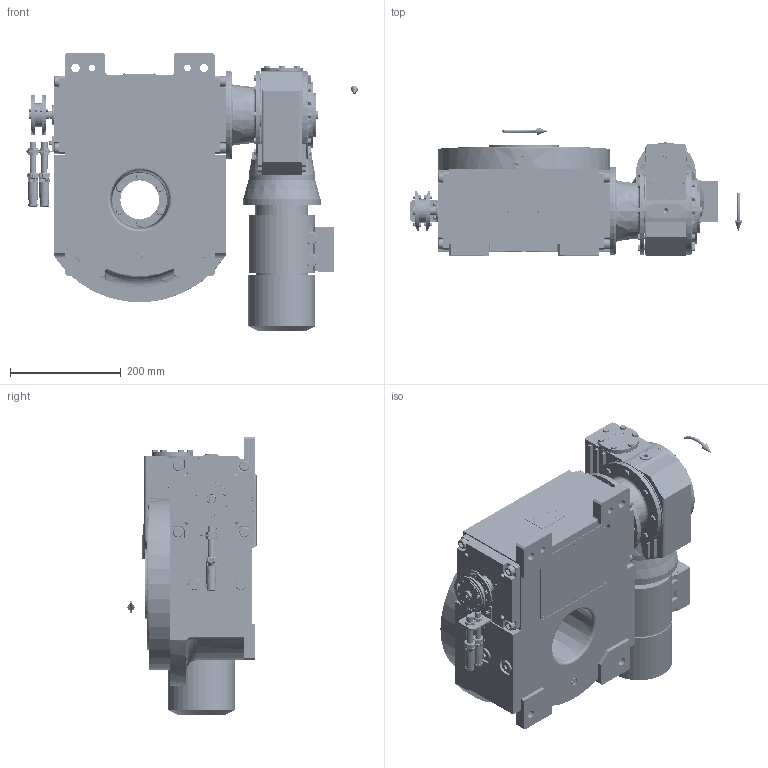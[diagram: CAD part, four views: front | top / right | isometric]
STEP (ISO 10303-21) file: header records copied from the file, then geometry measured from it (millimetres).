
FILE_DESCRIPTION (( 'STEP AP203' ), '1' );
FILE_NAME ('PC5201983.step', '2026-03-26T08:53:52', ( '' ), ( '' ), 'SwSTEP 2.0', 'SolidWorks 2020', '' );
FILE_SCHEMA (( 'CONFIG_CONTROL_DESIGN' ));
Length unit declared in the file: millimetre
Products named in the file (95): cfn2128_19_002; cfn2128_04_002; cfn2151_01_167; cfn2000_01_126; rig09_004; cfn2055_01_002; cfn2000_01_081; cfn2000_01_099; CFN2000_01_185.stp; cfn2115_01_006; cfn2115_02_194; cfn2003_01_054; RIG09_005_ASM.stp; CFN2155_01_195.stp; CFN2223_02_003.stp; CBF70_F3_LCB_DX_63B5; cfn2115_02_057; AS_rig09_004; 900_38_30_003; cfn2155_01_095; CFN2104_02_018.stp; cfn2000_01_184; cfn2205_01_015; cfn2107_01_001; CFN2010_02_002.stp; CFN2223_02_004.stp; cfn2151_01_115; AS_rig09_017; freccia_angolare_albero; cfn2155_01_196; RIG09_021_AF0.stp; cfn2400_04_024; PC5201983; rig09_017; 900_00_00_005; AS_rig09_002_bl; rig09_071_8_m.stp; cfn2070_05_009; cfn2276_01_056; cfn2151_01_170 ...
Assembly tree (87 placements, depth 5):
  cfn2151_01_167
  CFN2223_02_003.stp
  cfn2115_02_057
  cfn2205_01_015
  CFN2223_02_004.stp
Bounding box: 599.5 x 233 x 501.99 mm (x, y, z)
Volume: 11800096.9 mm3; surface area: 1790465.7 mm2
Topology: 75 solids, 87 shells, 5920 faces, 14960 edges, 9480 vertices
Faces by surface type: plane 2760, cylinder 1925, cone 1008, torus 221, sphere 4, bspline 2
Entity records: 167719 total; most frequent: CARTESIAN_POINT 42463, DIRECTION 24295, ORIENTED_EDGE 23914, EDGE_CURVE 11957, AXIS2_PLACEMENT_3D 8992, VERTEX_POINT 7651, LINE 6311, VECTOR 6311
